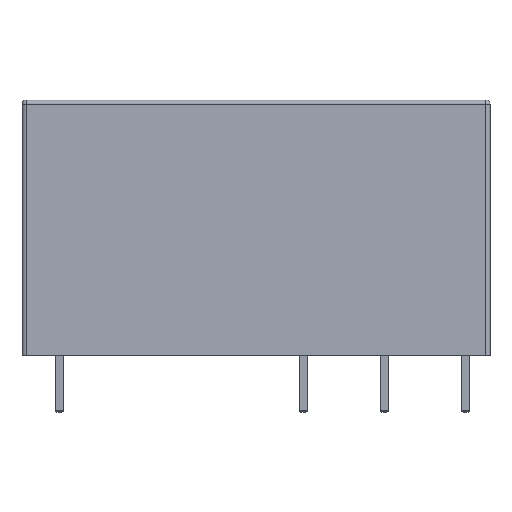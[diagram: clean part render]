
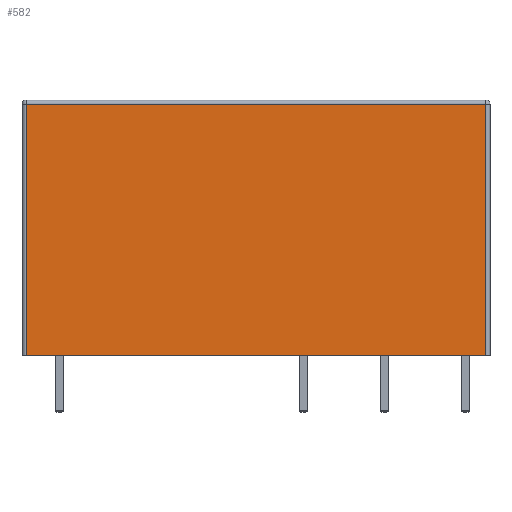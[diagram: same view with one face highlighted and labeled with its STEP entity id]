
A CAD part, front view. The second image highlights one B-rep face of the part: STEP entity #582.
In plain terms, the highlighted planar face has unit normal (0, -1, 0).
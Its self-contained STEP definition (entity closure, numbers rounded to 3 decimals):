
#72 = VERTEX_POINT('',#73);
#73 = CARTESIAN_POINT('',(26.25,-2.5,0.));
#80 = EDGE_CURVE('',#72,#81,#83,.T.);
#81 = VERTEX_POINT('',#82);
#82 = CARTESIAN_POINT('',(-2.05,-2.5,0.));
#83 = LINE('',#84,#85);
#84 = CARTESIAN_POINT('',(26.5,-2.5,0.));
#85 = VECTOR('',#86,1.);
#86 = DIRECTION('',(-1.,0.,0.));
#537 = EDGE_CURVE('',#72,#538,#540,.T.);
#538 = VERTEX_POINT('',#539);
#539 = CARTESIAN_POINT('',(26.25,-2.5,15.45));
#540 = LINE('',#541,#542);
#541 = CARTESIAN_POINT('',(26.25,-2.5,0.));
#542 = VECTOR('',#543,1.);
#543 = DIRECTION('',(0.,0.,1.));
#582 = ADVANCED_FACE('',(#583),#601,.T.);
#583 = FACE_BOUND('',#584,.T.);
#584 = EDGE_LOOP('',(#585,#586,#594,#600));
#585 = ORIENTED_EDGE('',*,*,#537,.T.);
#586 = ORIENTED_EDGE('',*,*,#587,.T.);
#587 = EDGE_CURVE('',#538,#588,#590,.T.);
#588 = VERTEX_POINT('',#589);
#589 = CARTESIAN_POINT('',(-2.05,-2.5,15.45));
#590 = LINE('',#591,#592);
#591 = CARTESIAN_POINT('',(26.25,-2.5,15.45));
#592 = VECTOR('',#593,1.);
#593 = DIRECTION('',(-1.,0.,0.));
#594 = ORIENTED_EDGE('',*,*,#595,.F.);
#595 = EDGE_CURVE('',#81,#588,#596,.T.);
#596 = LINE('',#597,#598);
#597 = CARTESIAN_POINT('',(-2.05,-2.5,0.));
#598 = VECTOR('',#599,1.);
#599 = DIRECTION('',(0.,0.,1.));
#600 = ORIENTED_EDGE('',*,*,#80,.F.);
#601 = PLANE('',#602);
#602 = AXIS2_PLACEMENT_3D('',#603,#604,#605);
#603 = CARTESIAN_POINT('',(26.5,-2.5,0.));
#604 = DIRECTION('',(0.,-1.,0.));
#605 = DIRECTION('',(-1.,0.,0.));
